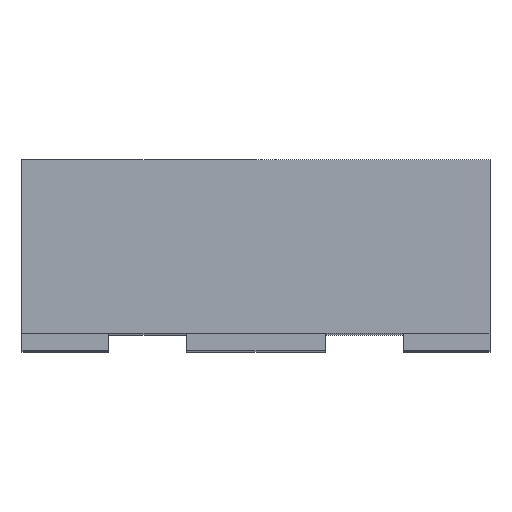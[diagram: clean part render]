
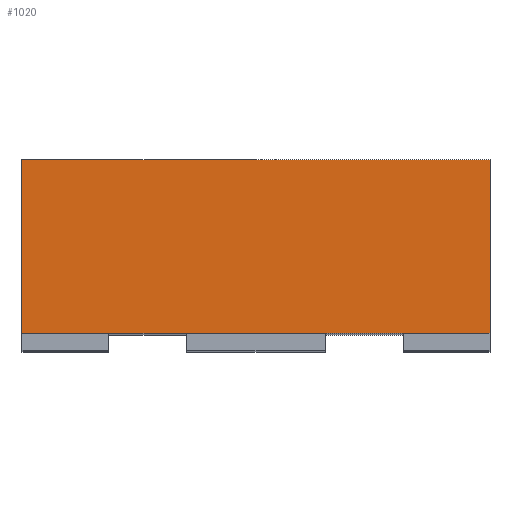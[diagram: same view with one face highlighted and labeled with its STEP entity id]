
A CAD part, top view. The second image highlights one B-rep face of the part: STEP entity #1020.
In plain terms, the highlighted face is planar.
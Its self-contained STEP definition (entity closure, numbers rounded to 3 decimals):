
#50 = DIRECTION ( 'NONE',  ( 0., -1., 0. ) ) ;
#208 = LINE ( 'NONE', #3876, #3816 ) ;
#292 = DIRECTION ( 'NONE',  ( 0., 0., -1. ) ) ;
#363 = VERTEX_POINT ( 'NONE', #2596 ) ;
#414 = ORIENTED_EDGE ( 'NONE', *, *, #2858, .F. ) ;
#485 = CARTESIAN_POINT ( 'NONE',  ( 1.65, 4.665, 0.675 ) ) ;
#898 = VERTEX_POINT ( 'NONE', #3338 ) ;
#899 = AXIS2_PLACEMENT_3D ( 'NONE', #5397, #2868, #5053 ) ;
#911 = ORIENTED_EDGE ( 'NONE', *, *, #5171, .T. ) ;
#1020 = ADVANCED_FACE ( 'NONE', ( #1591 ), #1936, .F. ) ;
#1104 = EDGE_LOOP ( 'NONE', ( #2239, #1857, #911, #414 ) ) ;
#1591 = FACE_OUTER_BOUND ( 'NONE', #1104, .T. ) ;
#1596 = CARTESIAN_POINT ( 'NONE',  ( 1.65, 0.55, 0.675 ) ) ;
#1735 = EDGE_CURVE ( 'NONE', #3963, #898, #3053, .T. ) ;
#1857 = ORIENTED_EDGE ( 'NONE', *, *, #1735, .T. ) ;
#1936 = PLANE ( 'NONE',  #899 ) ;
#2239 = ORIENTED_EDGE ( 'NONE', *, *, #2433, .F. ) ;
#2433 = EDGE_CURVE ( 'NONE', #3963, #4079, #5360, .T. ) ;
#2537 = VECTOR ( 'NONE', #3906, 1000. ) ;
#2555 = LINE ( 'NONE', #3462, #2537 ) ;
#2596 = CARTESIAN_POINT ( 'NONE',  ( 1.65, 0.05, -0.675 ) ) ;
#2858 = EDGE_CURVE ( 'NONE', #4079, #363, #208, .T. ) ;
#2868 = DIRECTION ( 'NONE',  ( -1., 0., 0. ) ) ;
#3053 = LINE ( 'NONE', #485, #3112 ) ;
#3112 = VECTOR ( 'NONE', #50, 1000. ) ;
#3338 = CARTESIAN_POINT ( 'NONE',  ( 1.65, 0.05, 0.675 ) ) ;
#3426 = CARTESIAN_POINT ( 'NONE',  ( 1.65, 0.55, 0.675 ) ) ;
#3462 = CARTESIAN_POINT ( 'NONE',  ( 1.65, 0.05, 0.675 ) ) ;
#3582 = VECTOR ( 'NONE', #292, 1000. ) ;
#3816 = VECTOR ( 'NONE', #4752, 1000. ) ;
#3876 = CARTESIAN_POINT ( 'NONE',  ( 1.65, 4.665, -0.675 ) ) ;
#3906 = DIRECTION ( 'NONE',  ( 0., 0., -1. ) ) ;
#3963 = VERTEX_POINT ( 'NONE', #3426 ) ;
#4079 = VERTEX_POINT ( 'NONE', #4730 ) ;
#4730 = CARTESIAN_POINT ( 'NONE',  ( 1.65, 0.55, -0.675 ) ) ;
#4752 = DIRECTION ( 'NONE',  ( 0., -1., 0. ) ) ;
#5053 = DIRECTION ( 'NONE',  ( 0., 0., 1. ) ) ;
#5171 = EDGE_CURVE ( 'NONE', #898, #363, #2555, .T. ) ;
#5360 = LINE ( 'NONE', #1596, #3582 ) ;
#5397 = CARTESIAN_POINT ( 'NONE',  ( 1.65, 4.665, 0.675 ) ) ;
